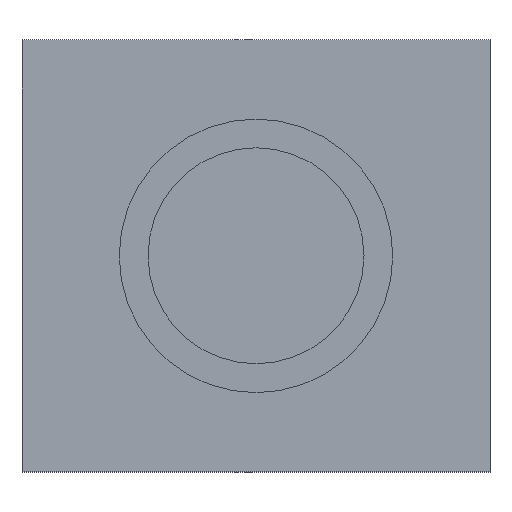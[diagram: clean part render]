
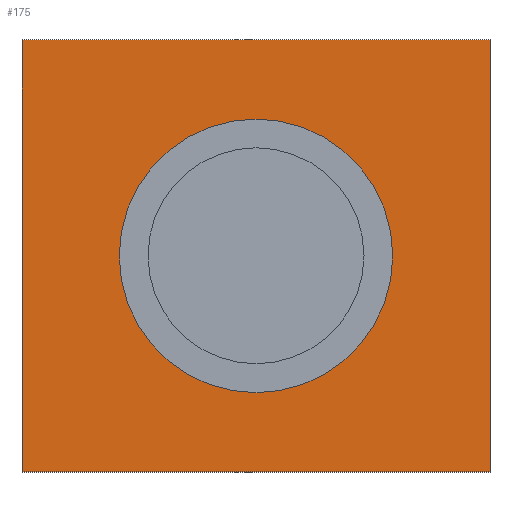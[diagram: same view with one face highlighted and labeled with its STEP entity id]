
A CAD part, top view. The second image highlights one B-rep face of the part: STEP entity #175.
In plain terms, the highlighted planar face has unit normal (0, 0, 1).
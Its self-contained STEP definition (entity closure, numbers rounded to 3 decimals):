
#111 = VERTEX_POINT('',#112);
#112 = CARTESIAN_POINT('',(-3.25,-3.,1.8));
#127 = VERTEX_POINT('',#128);
#128 = CARTESIAN_POINT('',(-3.25,3.,1.8));
#134 = EDGE_CURVE('',#111,#127,#135,.T.);
#135 = LINE('',#136,#137);
#136 = CARTESIAN_POINT('',(-3.25,-3.,1.8));
#137 = VECTOR('',#138,1.);
#138 = DIRECTION('',(0.,1.,0.));
#157 = EDGE_CURVE('',#111,#158,#160,.T.);
#158 = VERTEX_POINT('',#159);
#159 = CARTESIAN_POINT('',(3.25,-3.,1.8));
#160 = LINE('',#161,#162);
#161 = CARTESIAN_POINT('',(-3.25,-3.,1.8));
#162 = VECTOR('',#163,1.);
#163 = DIRECTION('',(1.,0.,0.));
#175 = ADVANCED_FACE('',(#176,#194),#205,.T.);
#176 = FACE_BOUND('',#177,.T.);
#177 = EDGE_LOOP('',(#178,#179,#180,#188));
#178 = ORIENTED_EDGE('',*,*,#134,.F.);
#179 = ORIENTED_EDGE('',*,*,#157,.T.);
#180 = ORIENTED_EDGE('',*,*,#181,.T.);
#181 = EDGE_CURVE('',#158,#182,#184,.T.);
#182 = VERTEX_POINT('',#183);
#183 = CARTESIAN_POINT('',(3.25,3.,1.8));
#184 = LINE('',#185,#186);
#185 = CARTESIAN_POINT('',(3.25,-3.,1.8));
#186 = VECTOR('',#187,1.);
#187 = DIRECTION('',(0.,1.,0.));
#188 = ORIENTED_EDGE('',*,*,#189,.F.);
#189 = EDGE_CURVE('',#127,#182,#190,.T.);
#190 = LINE('',#191,#192);
#191 = CARTESIAN_POINT('',(-3.25,3.,1.8));
#192 = VECTOR('',#193,1.);
#193 = DIRECTION('',(1.,0.,0.));
#194 = FACE_BOUND('',#195,.T.);
#195 = EDGE_LOOP('',(#196));
#196 = ORIENTED_EDGE('',*,*,#197,.F.);
#197 = EDGE_CURVE('',#198,#198,#200,.T.);
#198 = VERTEX_POINT('',#199);
#199 = CARTESIAN_POINT('',(1.9,0.,1.8));
#200 = CIRCLE('',#201,1.9);
#201 = AXIS2_PLACEMENT_3D('',#202,#203,#204);
#202 = CARTESIAN_POINT('',(0.,0.,1.8));
#203 = DIRECTION('',(0.,0.,1.));
#204 = DIRECTION('',(1.,0.,0.));
#205 = PLANE('',#206);
#206 = AXIS2_PLACEMENT_3D('',#207,#208,#209);
#207 = CARTESIAN_POINT('',(-3.25,-3.,1.8));
#208 = DIRECTION('',(0.,0.,1.));
#209 = DIRECTION('',(1.,0.,0.));
